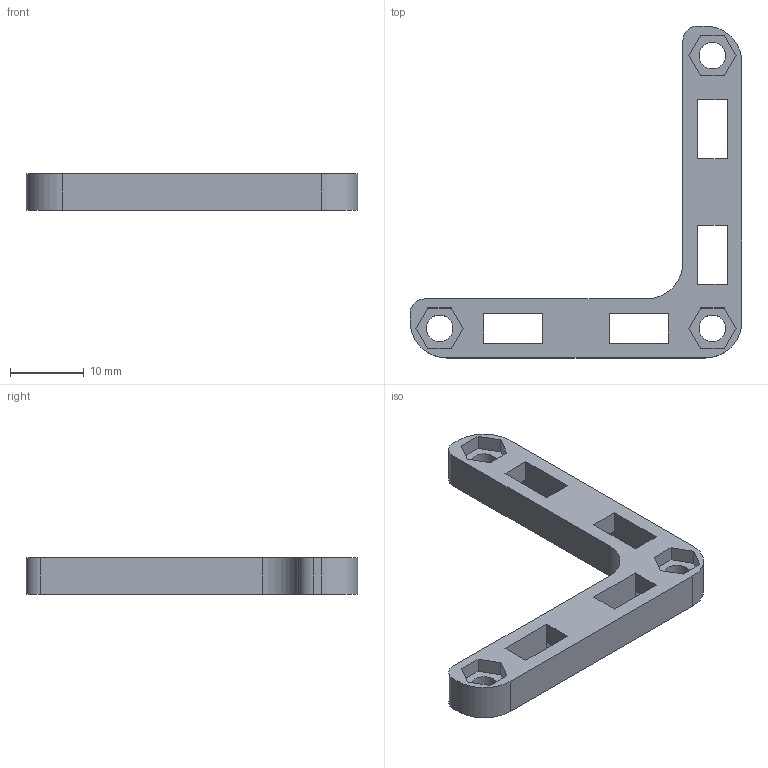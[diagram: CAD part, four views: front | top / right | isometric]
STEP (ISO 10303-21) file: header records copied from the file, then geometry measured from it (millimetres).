
FILE_DESCRIPTION(('Open CASCADE Model'),'2;1');
FILE_NAME('Open CASCADE Shape Model','2025-11-26T18:17:12',('Author'),( 'Open CASCADE'),'Open CASCADE STEP processor 7.8','build123d', 'Unknown');
FILE_SCHEMA(('AUTOMOTIVE_DESIGN { 1 0 10303 214 1 1 1 1 }'));
Length unit declared in the file: millimetre
Products named in the file (1): COMPOUND
Bounding box: 45 x 45 x 5 mm (x, y, z)
Volume: 2225.7 mm3; surface area: 2552.2 mm2
Topology: 1 solids, 1 shells, 86 faces, 243 edges, 162 vertices
Faces by surface type: plane 61, cylinder 25
Full cylindrical faces by diameter (mm): 3.6 x3
Entity records: 6036 total; most frequent: CARTESIAN_POINT 1150, DIRECTION 911, LINE 613, VECTOR 613, ORIENTED_EDGE 486, PCURVE 486, DEFINITIONAL_REPRESENTATION 486, EDGE_CURVE 243
